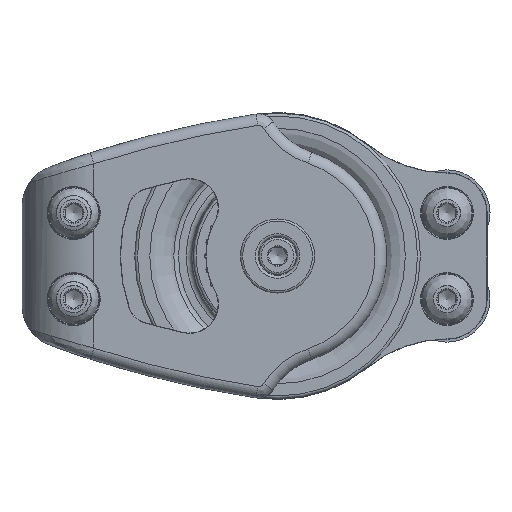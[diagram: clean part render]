
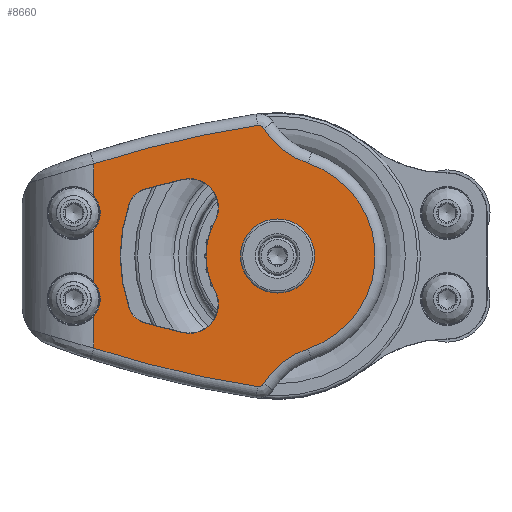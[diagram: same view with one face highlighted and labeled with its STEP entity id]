
A CAD part, left-side view. The second image highlights one B-rep face of the part: STEP entity #8660.
In plain terms, the highlighted planar face has unit normal (-1, 0, 0).
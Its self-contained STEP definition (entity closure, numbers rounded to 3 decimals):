
#386=FACE_BOUND('',#1804,.T.);
#387=FACE_BOUND('',#1805,.T.);
#572=PLANE('',#9638);
#1077=FACE_OUTER_BOUND('',#1803,.T.);
#1803=EDGE_LOOP('',(#6690,#6691,#6692,#6693,#6694,#6695,#6696,#6697,#6698,
#6699,#6700,#6701));
#1804=EDGE_LOOP('',(#6702));
#1805=EDGE_LOOP('',(#6703,#6704,#6705,#6706,#6707,#6708,#6709,#6710));
#2402=LINE('',#15212,#2669);
#2403=LINE('',#15216,#2670);
#2404=LINE('',#15220,#2671);
#2669=VECTOR('',#11786,10.);
#2670=VECTOR('',#11789,10.);
#2671=VECTOR('',#11794,10.);
#3098=CIRCLE('',#9552,10.1);
#3101=CIRCLE('',#9556,24.9);
#3104=CIRCLE('',#9560,10.1);
#3107=CIRCLE('',#9564,354.683);
#3110=CIRCLE('',#9568,8.1);
#3113=CIRCLE('',#9572,54.8);
#3116=CIRCLE('',#9576,8.1);
#3120=CIRCLE('',#9581,354.683);
#3124=CIRCLE('',#9586,29.);
#3127=CIRCLE('',#9590,34.);
#3130=CIRCLE('',#9594,29.);
#3131=CIRCLE('',#9596,12.9);
#3152=CIRCLE('',#9632,2.);
#3155=CIRCLE('',#9635,2.);
#3157=CIRCLE('',#9639,9.2);
#3158=CIRCLE('',#9640,9.2);
#3159=CIRCLE('',#9641,368.2);
#3160=CIRCLE('',#9642,368.2);
#4020=VERTEX_POINT('',#15039);
#4022=VERTEX_POINT('',#15042);
#4024=VERTEX_POINT('',#15048);
#4026=VERTEX_POINT('',#15054);
#4028=VERTEX_POINT('',#15060);
#4030=VERTEX_POINT('',#15066);
#4032=VERTEX_POINT('',#15072);
#4034=VERTEX_POINT('',#15078);
#4036=VERTEX_POINT('',#15087);
#4039=VERTEX_POINT('',#15092);
#4040=VERTEX_POINT('',#15096);
#4042=VERTEX_POINT('',#15102);
#4044=VERTEX_POINT('',#15108);
#4064=VERTEX_POINT('',#15186);
#4065=VERTEX_POINT('',#15198);
#4068=VERTEX_POINT('',#15208);
#4069=VERTEX_POINT('',#15209);
#4070=VERTEX_POINT('',#15211);
#4071=VERTEX_POINT('',#15213);
#4072=VERTEX_POINT('',#15215);
#4073=VERTEX_POINT('',#15218);
#4946=EDGE_CURVE('',#4020,#4022,#3098,.T.);
#4949=EDGE_CURVE('',#4022,#4024,#3101,.T.);
#4952=EDGE_CURVE('',#4024,#4026,#3104,.T.);
#4955=EDGE_CURVE('',#4026,#4028,#3107,.T.);
#4958=EDGE_CURVE('',#4028,#4030,#3110,.T.);
#4961=EDGE_CURVE('',#4030,#4032,#3113,.T.);
#4964=EDGE_CURVE('',#4032,#4034,#3116,.T.);
#4968=EDGE_CURVE('',#4034,#4020,#3120,.T.);
#4972=EDGE_CURVE('',#4039,#4036,#3124,.T.);
#4975=EDGE_CURVE('',#4036,#4040,#3127,.T.);
#4978=EDGE_CURVE('',#4040,#4042,#3130,.T.);
#4980=EDGE_CURVE('',#4044,#4044,#3131,.T.);
#5014=EDGE_CURVE('',#4064,#4039,#3152,.T.);
#5017=EDGE_CURVE('',#4042,#4065,#3155,.T.);
#5020=EDGE_CURVE('',#4068,#4069,#3157,.T.);
#5021=EDGE_CURVE('',#4068,#4070,#2402,.T.);
#5022=EDGE_CURVE('',#4071,#4070,#3158,.T.);
#5023=EDGE_CURVE('',#4071,#4072,#2403,.T.);
#5024=EDGE_CURVE('',#4065,#4072,#3159,.T.);
#5025=EDGE_CURVE('',#4073,#4064,#3160,.T.);
#5026=EDGE_CURVE('',#4073,#4069,#2404,.T.);
#6690=ORIENTED_EDGE('',*,*,#5020,.F.);
#6691=ORIENTED_EDGE('',*,*,#5021,.T.);
#6692=ORIENTED_EDGE('',*,*,#5022,.F.);
#6693=ORIENTED_EDGE('',*,*,#5023,.T.);
#6694=ORIENTED_EDGE('',*,*,#5024,.F.);
#6695=ORIENTED_EDGE('',*,*,#5017,.F.);
#6696=ORIENTED_EDGE('',*,*,#4978,.F.);
#6697=ORIENTED_EDGE('',*,*,#4975,.F.);
#6698=ORIENTED_EDGE('',*,*,#4972,.F.);
#6699=ORIENTED_EDGE('',*,*,#5014,.F.);
#6700=ORIENTED_EDGE('',*,*,#5025,.F.);
#6701=ORIENTED_EDGE('',*,*,#5026,.T.);
#6702=ORIENTED_EDGE('',*,*,#4980,.F.);
#6703=ORIENTED_EDGE('',*,*,#4968,.F.);
#6704=ORIENTED_EDGE('',*,*,#4964,.F.);
#6705=ORIENTED_EDGE('',*,*,#4961,.F.);
#6706=ORIENTED_EDGE('',*,*,#4958,.F.);
#6707=ORIENTED_EDGE('',*,*,#4955,.F.);
#6708=ORIENTED_EDGE('',*,*,#4952,.F.);
#6709=ORIENTED_EDGE('',*,*,#4949,.F.);
#6710=ORIENTED_EDGE('',*,*,#4946,.F.);
#8660=ADVANCED_FACE('',(#1077,#386,#387),#572,.T.);
#9552=AXIS2_PLACEMENT_3D('',#15043,#11595,#11596);
#9556=AXIS2_PLACEMENT_3D('',#15049,#11603,#11604);
#9560=AXIS2_PLACEMENT_3D('',#15055,#11611,#11612);
#9564=AXIS2_PLACEMENT_3D('',#15061,#11619,#11620);
#9568=AXIS2_PLACEMENT_3D('',#15067,#11627,#11628);
#9572=AXIS2_PLACEMENT_3D('',#15073,#11635,#11636);
#9576=AXIS2_PLACEMENT_3D('',#15079,#11643,#11644);
#9581=AXIS2_PLACEMENT_3D('',#15085,#11653,#11654);
#9586=AXIS2_PLACEMENT_3D('',#15094,#11663,#11664);
#9590=AXIS2_PLACEMENT_3D('',#15100,#11671,#11672);
#9594=AXIS2_PLACEMENT_3D('',#15106,#11679,#11680);
#9596=AXIS2_PLACEMENT_3D('',#15110,#11684,#11685);
#9632=AXIS2_PLACEMENT_3D('',#15188,#11769,#11770);
#9635=AXIS2_PLACEMENT_3D('',#15202,#11775,#11776);
#9638=AXIS2_PLACEMENT_3D('',#15207,#11782,#11783);
#9639=AXIS2_PLACEMENT_3D('',#15210,#11784,#11785);
#9640=AXIS2_PLACEMENT_3D('',#15214,#11787,#11788);
#9641=AXIS2_PLACEMENT_3D('',#15217,#11790,#11791);
#9642=AXIS2_PLACEMENT_3D('',#15219,#11792,#11793);
#11595=DIRECTION('center_axis',(-1.,0.,0.));
#11596=DIRECTION('ref_axis',(0.,-0.796,-0.605));
#11603=DIRECTION('center_axis',(1.,0.,0.));
#11604=DIRECTION('ref_axis',(0.,1.,0.));
#11611=DIRECTION('center_axis',(-1.,0.,0.));
#11612=DIRECTION('ref_axis',(0.,-0.796,0.605));
#11619=DIRECTION('center_axis',(-1.,0.,0.));
#11620=DIRECTION('ref_axis',(0.,0.248,0.969));
#11627=DIRECTION('center_axis',(-1.,0.,0.));
#11628=DIRECTION('ref_axis',(0.,0.683,0.731));
#11635=DIRECTION('center_axis',(-1.,0.,0.));
#11636=DIRECTION('ref_axis',(0.,1.,0.));
#11643=DIRECTION('center_axis',(-1.,0.,0.));
#11644=DIRECTION('ref_axis',(0.,0.683,-0.731));
#11653=DIRECTION('center_axis',(-1.,0.,0.));
#11654=DIRECTION('ref_axis',(0.,0.248,-0.969));
#11663=DIRECTION('center_axis',(-1.,0.,0.));
#11664=DIRECTION('ref_axis',(0.,0.619,-0.785));
#11671=DIRECTION('center_axis',(1.,0.,0.));
#11672=DIRECTION('ref_axis',(0.,-1.,0.));
#11679=DIRECTION('center_axis',(-1.,0.,0.));
#11680=DIRECTION('ref_axis',(0.,0.619,0.785));
#11684=DIRECTION('center_axis',(-1.,0.,0.));
#11685=DIRECTION('ref_axis',(0.,-1.,0.));
#11769=DIRECTION('center_axis',(1.,0.,0.));
#11770=DIRECTION('ref_axis',(0.,-0.42,0.908));
#11775=DIRECTION('center_axis',(1.,0.,0.));
#11776=DIRECTION('ref_axis',(0.,-0.42,-0.908));
#11782=DIRECTION('center_axis',(-1.,0.,0.));
#11783=DIRECTION('ref_axis',(0.,1.,0.));
#11784=DIRECTION('center_axis',(-1.,0.,0.));
#11785=DIRECTION('ref_axis',(0.,-1.,0.));
#11786=DIRECTION('',(0.,0.,-1.));
#11787=DIRECTION('center_axis',(-1.,0.,0.));
#11788=DIRECTION('ref_axis',(0.,-1.,0.));
#11789=DIRECTION('',(0.,0.,-1.));
#11790=DIRECTION('center_axis',(1.,0.,0.));
#11791=DIRECTION('ref_axis',(0.,0.227,-0.974));
#11792=DIRECTION('center_axis',(1.,0.,0.));
#11793=DIRECTION('ref_axis',(0.,0.227,0.974));
#11794=DIRECTION('',(0.,0.,-1.));
#15039=CARTESIAN_POINT('',(-46.5,80.242,-26.681));
#15042=CARTESIAN_POINT('',(-46.5,69.074,-11.988));
#15043=CARTESIAN_POINT('Origin',(-46.5,77.927,-16.85));
#15048=CARTESIAN_POINT('',(-46.5,69.074,11.988));
#15049=CARTESIAN_POINT('Origin',(-46.5,47.25,0.));
#15054=CARTESIAN_POINT('',(-46.5,80.242,26.681));
#15055=CARTESIAN_POINT('Origin',(-46.5,77.927,16.85));
#15060=CARTESIAN_POINT('',(-46.5,93.465,23.297));
#15061=CARTESIAN_POINT('Origin',(-46.5,-1.068,-318.556));
#15066=CARTESIAN_POINT('',(-46.5,98.948,18.177));
#15067=CARTESIAN_POINT('Origin',(-46.5,91.306,15.49));
#15072=CARTESIAN_POINT('',(-46.5,98.948,-18.177));
#15073=CARTESIAN_POINT('Origin',(-46.5,47.25,0.));
#15078=CARTESIAN_POINT('',(-46.5,93.465,-23.297));
#15079=CARTESIAN_POINT('Origin',(-46.5,91.306,-15.49));
#15085=CARTESIAN_POINT('Origin',(-46.5,-1.068,318.556));
#15087=CARTESIAN_POINT('',(-46.5,36.587,32.285));
#15092=CARTESIAN_POINT('',(-46.5,52.148,44.555));
#15094=CARTESIAN_POINT('Origin',(-46.5,27.491,59.821));
#15096=CARTESIAN_POINT('',(-46.5,36.587,-32.285));
#15100=CARTESIAN_POINT('Origin',(-46.5,47.25,0.));
#15102=CARTESIAN_POINT('',(-46.5,52.148,-44.555));
#15106=CARTESIAN_POINT('Origin',(-46.5,27.491,-59.821));
#15108=CARTESIAN_POINT('',(-46.5,60.15,0.));
#15110=CARTESIAN_POINT('Origin',(-46.5,47.25,0.));
#15186=CARTESIAN_POINT('',(-46.5,54.148,45.48));
#15188=CARTESIAN_POINT('Origin',(-46.5,53.848,43.502));
#15198=CARTESIAN_POINT('',(-46.5,54.148,-45.48));
#15202=CARTESIAN_POINT('Origin',(-46.5,53.848,-43.502));
#15207=CARTESIAN_POINT('Origin',(-46.5,-135.25,0.));
#15208=CARTESIAN_POINT('',(-46.5,111.25,9.03));
#15209=CARTESIAN_POINT('',(-46.5,111.25,20.97));
#15210=CARTESIAN_POINT('Origin',(-46.5,118.25,15.));
#15211=CARTESIAN_POINT('',(-46.5,111.25,-9.03));
#15212=CARTESIAN_POINT('',(-46.5,111.25,0.));
#15213=CARTESIAN_POINT('',(-46.5,111.25,-20.97));
#15214=CARTESIAN_POINT('Origin',(-46.5,118.25,-15.));
#15215=CARTESIAN_POINT('',(-46.5,111.25,-32.094));
#15216=CARTESIAN_POINT('',(-46.5,111.25,0.));
#15217=CARTESIAN_POINT('Origin',(-46.5,-1.068,318.556));
#15218=CARTESIAN_POINT('',(-46.5,111.25,32.094));
#15219=CARTESIAN_POINT('Origin',(-46.5,-1.068,-318.556));
#15220=CARTESIAN_POINT('',(-46.5,111.25,0.));
